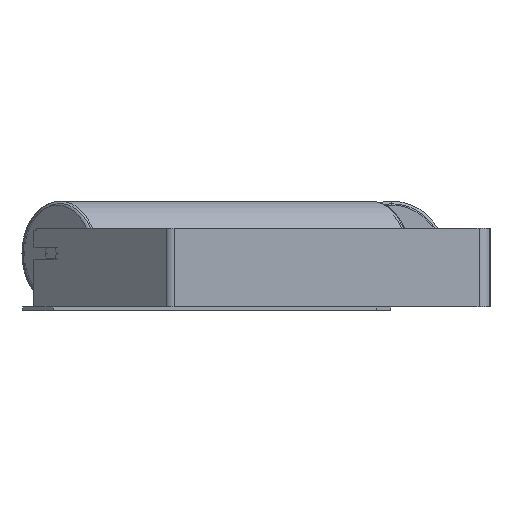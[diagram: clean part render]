
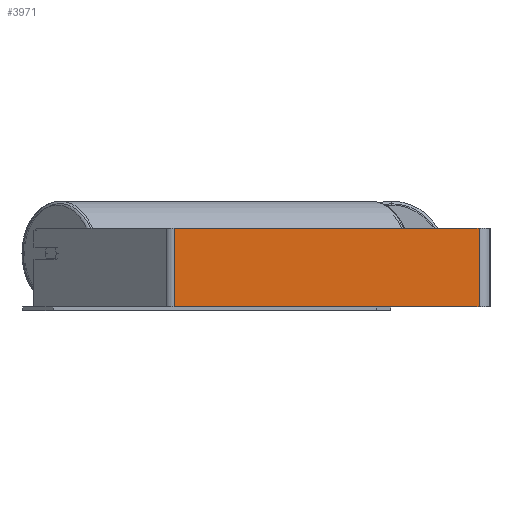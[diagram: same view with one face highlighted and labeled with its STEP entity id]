
A CAD part, left-side view. The second image highlights one B-rep face of the part: STEP entity #3971.
In plain terms, the highlighted planar face has unit normal (-1, 0, 0).
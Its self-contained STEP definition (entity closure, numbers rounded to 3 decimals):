
#19 = EDGE_LOOP ( 'NONE', ( #2752, #7980, #2748, #1123 ) ) ;
#263 = FACE_OUTER_BOUND ( 'NONE', #19, .T. ) ;
#292 = VECTOR ( 'NONE', #1554, 1000. ) ;
#367 = VERTEX_POINT ( 'NONE', #1215 ) ;
#928 = DIRECTION ( 'NONE',  ( 1., 0., 0. ) ) ;
#1123 = ORIENTED_EDGE ( 'NONE', *, *, #2487, .T. ) ;
#1173 = CARTESIAN_POINT ( 'NONE',  ( -900., 14., 50. ) ) ;
#1215 = CARTESIAN_POINT ( 'NONE',  ( -900., 14., -50. ) ) ;
#1474 = CARTESIAN_POINT ( 'NONE',  ( -900., 407.942, 50. ) ) ;
#1554 = DIRECTION ( 'NONE',  ( 0., 0., -1. ) ) ;
#1630 = CARTESIAN_POINT ( 'NONE',  ( -900., 14., 50. ) ) ;
#2081 = VERTEX_POINT ( 'NONE', #7358 ) ;
#2087 = CARTESIAN_POINT ( 'NONE',  ( -900., 402.143, 50. ) ) ;
#2203 = DIRECTION ( 'NONE',  ( 0., -1., 0. ) ) ;
#2487 = EDGE_CURVE ( 'NONE', #6890, #2081, #8331, .T. ) ;
#2748 = ORIENTED_EDGE ( 'NONE', *, *, #5258, .F. ) ;
#2752 = ORIENTED_EDGE ( 'NONE', *, *, #7232, .T. ) ;
#3244 = DIRECTION ( 'NONE',  ( 0., 0., -1. ) ) ;
#3678 = CARTESIAN_POINT ( 'NONE',  ( -900., 407.942, 50. ) ) ;
#3704 = VERTEX_POINT ( 'NONE', #1173 ) ;
#3930 = EDGE_CURVE ( 'NONE', #3704, #367, #8803, .T. ) ;
#3971 = ADVANCED_FACE ( 'NONE', ( #263 ), #4446, .F. ) ;
#4235 = LINE ( 'NONE', #1474, #4547 ) ;
#4446 = PLANE ( 'NONE',  #6357 ) ;
#4547 = VECTOR ( 'NONE', #7259, 1000. ) ;
#4663 = CARTESIAN_POINT ( 'NONE',  ( -900., 402.143, 50. ) ) ;
#5258 = EDGE_CURVE ( 'NONE', #6890, #3704, #4235, .T. ) ;
#6255 = VECTOR ( 'NONE', #2203, 1000. ) ;
#6357 = AXIS2_PLACEMENT_3D ( 'NONE', #3678, #928, #7478 ) ;
#6438 = LINE ( 'NONE', #8702, #6255 ) ;
#6890 = VERTEX_POINT ( 'NONE', #2087 ) ;
#7232 = EDGE_CURVE ( 'NONE', #2081, #367, #6438, .T. ) ;
#7259 = DIRECTION ( 'NONE',  ( 0., -1., 0. ) ) ;
#7358 = CARTESIAN_POINT ( 'NONE',  ( -900., 402.143, -50. ) ) ;
#7478 = DIRECTION ( 'NONE',  ( 0., 0., -1. ) ) ;
#7980 = ORIENTED_EDGE ( 'NONE', *, *, #3930, .F. ) ;
#8331 = LINE ( 'NONE', #4663, #8948 ) ;
#8702 = CARTESIAN_POINT ( 'NONE',  ( -900., 407.942, -50. ) ) ;
#8803 = LINE ( 'NONE', #1630, #292 ) ;
#8948 = VECTOR ( 'NONE', #3244, 1000. ) ;
